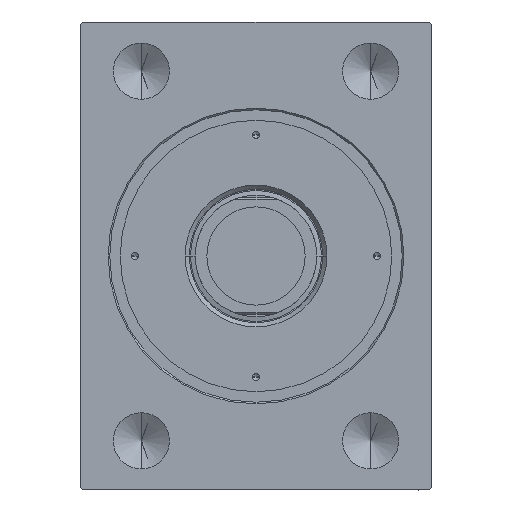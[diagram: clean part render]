
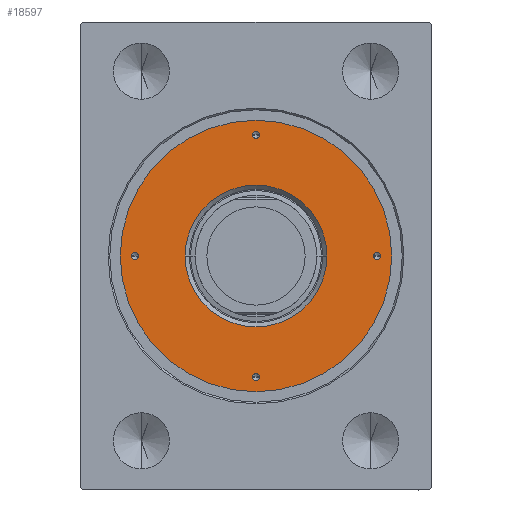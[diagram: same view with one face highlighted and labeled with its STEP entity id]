
A CAD part, left-side view. The second image highlights one B-rep face of the part: STEP entity #18597.
In plain terms, the highlighted face is planar.
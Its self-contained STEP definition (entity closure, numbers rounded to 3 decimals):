
#264 = CARTESIAN_POINT ( 'NONE',  ( -1.5, -51.75, 11.8 ) ) ;
#513 = CIRCLE ( 'NONE', #23411, 1.5 ) ;
#730 = VERTEX_POINT ( 'NONE', #15936 ) ;
#944 = FACE_BOUND ( 'NONE', #9342, .T. ) ;
#1396 = DIRECTION ( 'NONE',  ( 1., 0., 0. ) ) ;
#2301 = DIRECTION ( 'NONE',  ( 1., 0., 0. ) ) ;
#2408 = VERTEX_POINT ( 'NONE', #18766 ) ;
#2647 = DIRECTION ( 'NONE',  ( 0., 0., 1. ) ) ;
#2839 = CARTESIAN_POINT ( 'NONE',  ( -51.75, 0., 11.8 ) ) ;
#3323 = DIRECTION ( 'NONE',  ( 1., 0., 0. ) ) ;
#3494 = CIRCLE ( 'NONE', #14959, 1.5 ) ;
#3752 = ORIENTED_EDGE ( 'NONE', *, *, #20140, .F. ) ;
#3836 = EDGE_CURVE ( 'NONE', #15122, #730, #3494, .T. ) ;
#4001 = AXIS2_PLACEMENT_3D ( 'NONE', #38927, #39382, #11758 ) ;
#4493 = VERTEX_POINT ( 'NONE', #264 ) ;
#4532 = CARTESIAN_POINT ( 'NONE',  ( 0., 0., 11.8 ) ) ;
#5135 = ORIENTED_EDGE ( 'NONE', *, *, #19373, .T. ) ;
#5629 = VERTEX_POINT ( 'NONE', #25557 ) ;
#6754 = CARTESIAN_POINT ( 'NONE',  ( 53.25, 0., 11.8 ) ) ;
#7226 = DIRECTION ( 'NONE',  ( 0., 0., 1. ) ) ;
#8430 = CARTESIAN_POINT ( 'NONE',  ( 30.3, 0., 11.8 ) ) ;
#8967 = EDGE_CURVE ( 'NONE', #4493, #14236, #15315, .T. ) ;
#9089 = CIRCLE ( 'NONE', #15516, 58. ) ;
#9342 = EDGE_LOOP ( 'NONE', ( #38606, #35540 ) ) ;
#9353 = DIRECTION ( 'NONE',  ( 0., 0., 1. ) ) ;
#9440 = CARTESIAN_POINT ( 'NONE',  ( 1.5, 51.75, 11.8 ) ) ;
#9457 = CARTESIAN_POINT ( 'NONE',  ( 0., -51.75, 11.8 ) ) ;
#9898 = CIRCLE ( 'NONE', #30685, 1.5 ) ;
#9952 = EDGE_CURVE ( 'NONE', #5629, #43610, #9898, .T. ) ;
#10051 = CARTESIAN_POINT ( 'NONE',  ( 51.75, 0., 11.8 ) ) ;
#10596 = FACE_BOUND ( 'NONE', #16886, .T. ) ;
#10800 = EDGE_LOOP ( 'NONE', ( #14360, #42460 ) ) ;
#11269 = PLANE ( 'NONE',  #14672 ) ;
#11600 = DIRECTION ( 'NONE',  ( 1., 0., 0. ) ) ;
#11758 = DIRECTION ( 'NONE',  ( 1., 0., 0. ) ) ;
#12575 = AXIS2_PLACEMENT_3D ( 'NONE', #32140, #42472, #1396 ) ;
#13134 = DIRECTION ( 'NONE',  ( 1., 0., 0. ) ) ;
#13245 = DIRECTION ( 'NONE',  ( 0., 0., 1. ) ) ;
#14086 = DIRECTION ( 'NONE',  ( 0., 0., 1. ) ) ;
#14236 = VERTEX_POINT ( 'NONE', #19303 ) ;
#14360 = ORIENTED_EDGE ( 'NONE', *, *, #39433, .F. ) ;
#14618 = FACE_BOUND ( 'NONE', #31752, .T. ) ;
#14672 = AXIS2_PLACEMENT_3D ( 'NONE', #4532, #7226, #20911 ) ;
#14870 = ORIENTED_EDGE ( 'NONE', *, *, #8967, .F. ) ;
#14959 = AXIS2_PLACEMENT_3D ( 'NONE', #2839, #9353, #13134 ) ;
#15122 = VERTEX_POINT ( 'NONE', #40380 ) ;
#15315 = CIRCLE ( 'NONE', #26092, 1.5 ) ;
#15516 = AXIS2_PLACEMENT_3D ( 'NONE', #32029, #28656, #11600 ) ;
#15576 = ORIENTED_EDGE ( 'NONE', *, *, #35078, .F. ) ;
#15936 = CARTESIAN_POINT ( 'NONE',  ( -50.25, 0., 11.8 ) ) ;
#16667 = VERTEX_POINT ( 'NONE', #8430 ) ;
#16886 = EDGE_LOOP ( 'NONE', ( #43093, #41267 ) ) ;
#17382 = VERTEX_POINT ( 'NONE', #6754 ) ;
#17498 = DIRECTION ( 'NONE',  ( 1., 0., 0. ) ) ;
#17731 = CARTESIAN_POINT ( 'NONE',  ( 0., 0., 11.8 ) ) ;
#18456 = CARTESIAN_POINT ( 'NONE',  ( 58., 0., 11.8 ) ) ;
#18597 = ADVANCED_FACE ( 'NONE', ( #31693, #944, #14618, #42029, #10596, #37986 ), #11269, .T. ) ;
#18766 = CARTESIAN_POINT ( 'NONE',  ( 50.25, 0., 11.8 ) ) ;
#18928 = CARTESIAN_POINT ( 'NONE',  ( 0., 0., 11.8 ) ) ;
#19303 = CARTESIAN_POINT ( 'NONE',  ( 1.5, -51.75, 11.8 ) ) ;
#19320 = EDGE_LOOP ( 'NONE', ( #3752, #14870 ) ) ;
#19373 = EDGE_CURVE ( 'NONE', #29157, #30784, #36224, .T. ) ;
#19506 = VERTEX_POINT ( 'NONE', #34401 ) ;
#19616 = AXIS2_PLACEMENT_3D ( 'NONE', #20002, #33055, #2301 ) ;
#19686 = DIRECTION ( 'NONE',  ( 1., 0., 0. ) ) ;
#20002 = CARTESIAN_POINT ( 'NONE',  ( 51.75, 0., 11.8 ) ) ;
#20140 = EDGE_CURVE ( 'NONE', #14236, #4493, #23316, .T. ) ;
#20911 = DIRECTION ( 'NONE',  ( 1., 0., 0. ) ) ;
#21346 = CIRCLE ( 'NONE', #42124, 30.3 ) ;
#21430 = DIRECTION ( 'NONE',  ( 1., 0., 0. ) ) ;
#22640 = EDGE_CURVE ( 'NONE', #43610, #5629, #41488, .T. ) ;
#22722 = CARTESIAN_POINT ( 'NONE',  ( 0., 51.75, 11.8 ) ) ;
#22861 = DIRECTION ( 'NONE',  ( 0., 0., 1. ) ) ;
#23131 = DIRECTION ( 'NONE',  ( 1., 0., 0. ) ) ;
#23316 = CIRCLE ( 'NONE', #4001, 1.5 ) ;
#23411 = AXIS2_PLACEMENT_3D ( 'NONE', #10051, #14086, #3323 ) ;
#24543 = ORIENTED_EDGE ( 'NONE', *, *, #26345, .F. ) ;
#25182 = EDGE_CURVE ( 'NONE', #16667, #19506, #21346, .T. ) ;
#25557 = CARTESIAN_POINT ( 'NONE',  ( -1.5, 51.75, 11.8 ) ) ;
#25797 = CARTESIAN_POINT ( 'NONE',  ( 0., 51.75, 11.8 ) ) ;
#26092 = AXIS2_PLACEMENT_3D ( 'NONE', #9457, #13245, #23131 ) ;
#26345 = EDGE_CURVE ( 'NONE', #17382, #2408, #513, .T. ) ;
#27467 = CIRCLE ( 'NONE', #19616, 1.5 ) ;
#28656 = DIRECTION ( 'NONE',  ( 0., 0., 1. ) ) ;
#29157 = VERTEX_POINT ( 'NONE', #18456 ) ;
#29498 = ORIENTED_EDGE ( 'NONE', *, *, #32932, .T. ) ;
#29770 = AXIS2_PLACEMENT_3D ( 'NONE', #18928, #35126, #21430 ) ;
#29995 = AXIS2_PLACEMENT_3D ( 'NONE', #22722, #35986, #36433 ) ;
#30685 = AXIS2_PLACEMENT_3D ( 'NONE', #25797, #22861, #36563 ) ;
#30784 = VERTEX_POINT ( 'NONE', #40286 ) ;
#31693 = FACE_BOUND ( 'NONE', #10800, .T. ) ;
#31752 = EDGE_LOOP ( 'NONE', ( #24543, #15576 ) ) ;
#32029 = CARTESIAN_POINT ( 'NONE',  ( 0., 0., 11.8 ) ) ;
#32140 = CARTESIAN_POINT ( 'NONE',  ( 0., 0., 11.8 ) ) ;
#32638 = CIRCLE ( 'NONE', #12575, 30.3 ) ;
#32932 = EDGE_CURVE ( 'NONE', #30784, #29157, #9089, .T. ) ;
#33055 = DIRECTION ( 'NONE',  ( 0., 0., 1. ) ) ;
#34401 = CARTESIAN_POINT ( 'NONE',  ( -30.3, 0., 11.8 ) ) ;
#34555 = EDGE_LOOP ( 'NONE', ( #29498, #5135 ) ) ;
#34581 = DIRECTION ( 'NONE',  ( 0., 0., -1. ) ) ;
#35078 = EDGE_CURVE ( 'NONE', #2408, #17382, #27467, .T. ) ;
#35126 = DIRECTION ( 'NONE',  ( 0., 0., 1. ) ) ;
#35527 = AXIS2_PLACEMENT_3D ( 'NONE', #39904, #2647, #19686 ) ;
#35540 = ORIENTED_EDGE ( 'NONE', *, *, #9952, .F. ) ;
#35986 = DIRECTION ( 'NONE',  ( 0., 0., 1. ) ) ;
#36224 = CIRCLE ( 'NONE', #29770, 58. ) ;
#36433 = DIRECTION ( 'NONE',  ( 1., 0., 0. ) ) ;
#36563 = DIRECTION ( 'NONE',  ( 1., 0., 0. ) ) ;
#37986 = FACE_OUTER_BOUND ( 'NONE', #34555, .T. ) ;
#38390 = CIRCLE ( 'NONE', #35527, 1.5 ) ;
#38606 = ORIENTED_EDGE ( 'NONE', *, *, #22640, .F. ) ;
#38927 = CARTESIAN_POINT ( 'NONE',  ( 0., -51.75, 11.8 ) ) ;
#39382 = DIRECTION ( 'NONE',  ( 0., 0., 1. ) ) ;
#39433 = EDGE_CURVE ( 'NONE', #730, #15122, #38390, .T. ) ;
#39904 = CARTESIAN_POINT ( 'NONE',  ( -51.75, 0., 11.8 ) ) ;
#40286 = CARTESIAN_POINT ( 'NONE',  ( -58., 0., 11.8 ) ) ;
#40380 = CARTESIAN_POINT ( 'NONE',  ( -53.25, 0., 11.8 ) ) ;
#41267 = ORIENTED_EDGE ( 'NONE', *, *, #43543, .T. ) ;
#41488 = CIRCLE ( 'NONE', #29995, 1.5 ) ;
#42029 = FACE_BOUND ( 'NONE', #19320, .T. ) ;
#42124 = AXIS2_PLACEMENT_3D ( 'NONE', #17731, #34581, #17498 ) ;
#42460 = ORIENTED_EDGE ( 'NONE', *, *, #3836, .F. ) ;
#42472 = DIRECTION ( 'NONE',  ( 0., 0., -1. ) ) ;
#43093 = ORIENTED_EDGE ( 'NONE', *, *, #25182, .T. ) ;
#43543 = EDGE_CURVE ( 'NONE', #19506, #16667, #32638, .T. ) ;
#43610 = VERTEX_POINT ( 'NONE', #9440 ) ;
